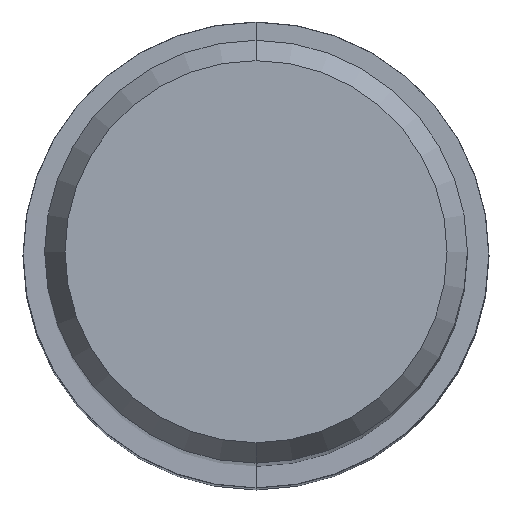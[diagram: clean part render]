
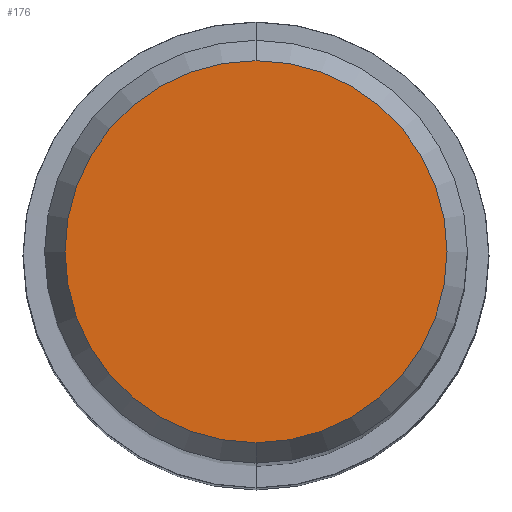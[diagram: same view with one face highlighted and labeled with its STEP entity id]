
A CAD part, top view. The second image highlights one B-rep face of the part: STEP entity #176.
In plain terms, the highlighted planar face has unit normal (0, 0, 1).
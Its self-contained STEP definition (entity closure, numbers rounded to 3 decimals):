
#146=EDGE_CURVE('',#200,#246,#329,.T.);
#176=ADVANCED_FACE('',(#364),#365,.T.);
#200=VERTEX_POINT('',#391);
#246=VERTEX_POINT('',#444);
#268=EDGE_CURVE('',#246,#200,#467,.T.);
#329=CIRCLE('',#530,4.304);
#364=FACE_OUTER_BOUND('',#572,.T.);
#365=PLANE('',#573);
#391=CARTESIAN_POINT('',(0.0,4.304,0.01));
#444=CARTESIAN_POINT('',(0.,-4.304,0.01));
#467=CIRCLE('',#706,4.304);
#530=AXIS2_PLACEMENT_3D('',#763,#764,#765);
#572=EDGE_LOOP('',(#818,#819));
#573=AXIS2_PLACEMENT_3D('',#820,#821,#822);
#706=AXIS2_PLACEMENT_3D('',#935,#936,#937);
#763=CARTESIAN_POINT('',(0.0,0.0,0.01));
#764=DIRECTION('',(0.0,0.0,-1.0));
#765=DIRECTION('',(0.0,1.0,0.0));
#818=ORIENTED_EDGE('',*,*,#146,.F.);
#819=ORIENTED_EDGE('',*,*,#268,.F.);
#820=CARTESIAN_POINT('',(0.0,2.152,0.01));
#821=DIRECTION('',(-0.0,0.0,1.0));
#822=DIRECTION('',(0.0,-1.0,0.0));
#935=CARTESIAN_POINT('',(0.0,0.0,0.01));
#936=DIRECTION('',(0.0,0.0,-1.0));
#937=DIRECTION('',(0.0,1.0,0.0));
